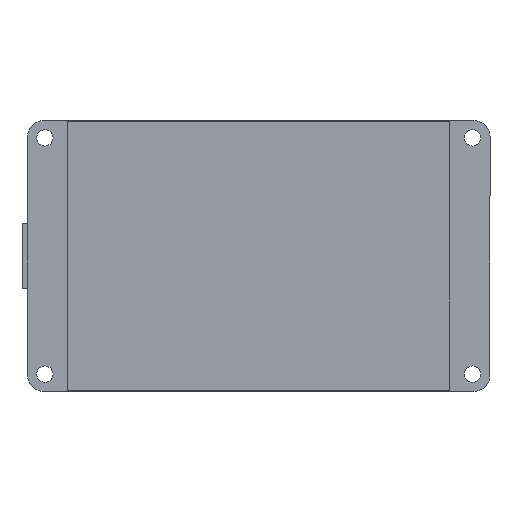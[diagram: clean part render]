
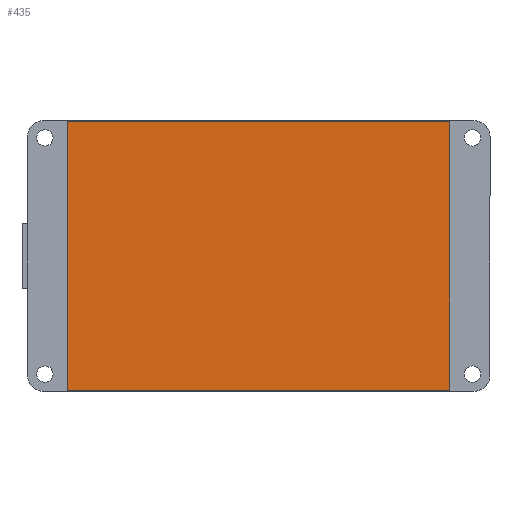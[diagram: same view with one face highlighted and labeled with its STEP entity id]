
A CAD part, top view. The second image highlights one B-rep face of the part: STEP entity #435.
In plain terms, the highlighted planar face has unit normal (0, 0, 1).
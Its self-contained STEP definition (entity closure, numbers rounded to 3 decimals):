
#305=CARTESIAN_POINT('',(-32.1,24.65,4.1));
#306=VERTEX_POINT('',#305);
#315=CARTESIAN_POINT('',(38.1,24.65,4.1));
#316=VERTEX_POINT('',#315);
#317=CARTESIAN_POINT('',(-32.1,24.65,4.1));
#318=DIRECTION('',(1.0,0.0,0.0));
#319=VECTOR('',#318,70.2);
#320=LINE('',#317,#319);
#321=EDGE_CURVE('',#306,#316,#320,.T.);
#346=CARTESIAN_POINT('',(38.1,-24.65,4.1));
#347=VERTEX_POINT('',#346);
#348=CARTESIAN_POINT('',(38.1,24.65,4.1));
#349=DIRECTION('',(0.0,-1.0,0.0));
#350=VECTOR('',#349,49.3);
#351=LINE('',#348,#350);
#352=EDGE_CURVE('',#316,#347,#351,.T.);
#377=CARTESIAN_POINT('',(-32.1,-24.65,4.1));
#378=VERTEX_POINT('',#377);
#379=CARTESIAN_POINT('',(38.1,-24.65,4.1));
#380=DIRECTION('',(-1.0,0.0,0.0));
#381=VECTOR('',#380,70.2);
#382=LINE('',#379,#381);
#383=EDGE_CURVE('',#347,#378,#382,.T.);
#408=CARTESIAN_POINT('',(-32.1,-24.65,4.1));
#409=DIRECTION('',(0.0,1.0,0.0));
#410=VECTOR('',#409,49.3);
#411=LINE('',#408,#410);
#412=EDGE_CURVE('',#378,#306,#411,.T.);
#424=CARTESIAN_POINT('',(0.0,0.0,4.1));
#425=DIRECTION('',(0.0,0.0,1.0));
#426=DIRECTION('',(1.0,0.0,0.0));
#427=AXIS2_PLACEMENT_3D('',#424,#425,#426);
#428=PLANE('',#427);
#429=ORIENTED_EDGE('',*,*,#412,.F.);
#430=ORIENTED_EDGE('',*,*,#383,.F.);
#431=ORIENTED_EDGE('',*,*,#352,.F.);
#432=ORIENTED_EDGE('',*,*,#321,.F.);
#433=EDGE_LOOP('',(#429,#430,#431,#432));
#434=FACE_OUTER_BOUND('',#433,.T.);
#435=ADVANCED_FACE('',(#434),#428,.T.);
